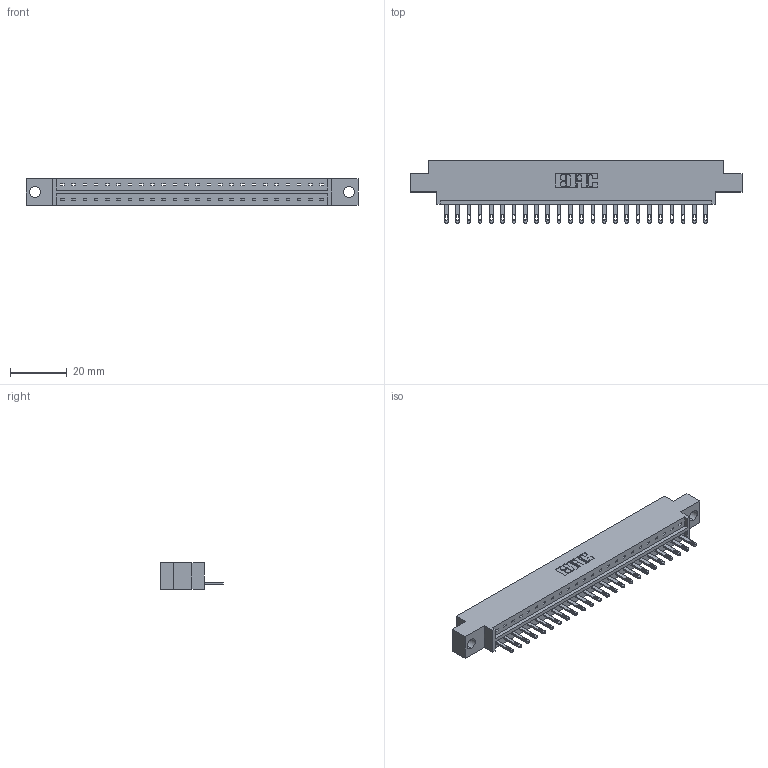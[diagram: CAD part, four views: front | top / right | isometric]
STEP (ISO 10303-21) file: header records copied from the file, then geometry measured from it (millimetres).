
FILE_DESCRIPTION (( 'STEP AP203' ), '1' );
FILE_NAME ('833-024-500-604.STEP', '2020-06-01T20:01:15', ( '' ), ( '' ), 'SwSTEP 2.0', 'SolidWorks 2020', '' );
FILE_SCHEMA (( 'CONFIG_CONTROL_DESIGN' ));
Length unit declared in the file: inch
Products named in the file (3): 833 Part_Offset - .156 Dia - TH; 345-292-001_345-293-100; 833-024-500-604
Assembly tree (25 placements, depth 2):
  833-024-500-604
    833 Part_Offset - .156 Dia - TH
    345-292-001_345-293-100  x24
Bounding box: 116.64 x 21.85 x 9.4 mm (x, y, z)
Volume: 11281.4 mm3; surface area: 12140.1 mm2
Topology: 25 solids, 25 shells, 1414 faces, 4355 edges, 2902 vertices
Faces by surface type: plane 938, cylinder 476
Entity records: 17065 total; most frequent: CARTESIAN_POINT 2954, ORIENTED_EDGE 2914, DIRECTION 2529, EDGE_CURVE 1457, VECTOR 1325, LINE 1325, VERTEX_POINT 970, AXIS2_PLACEMENT_3D 602
